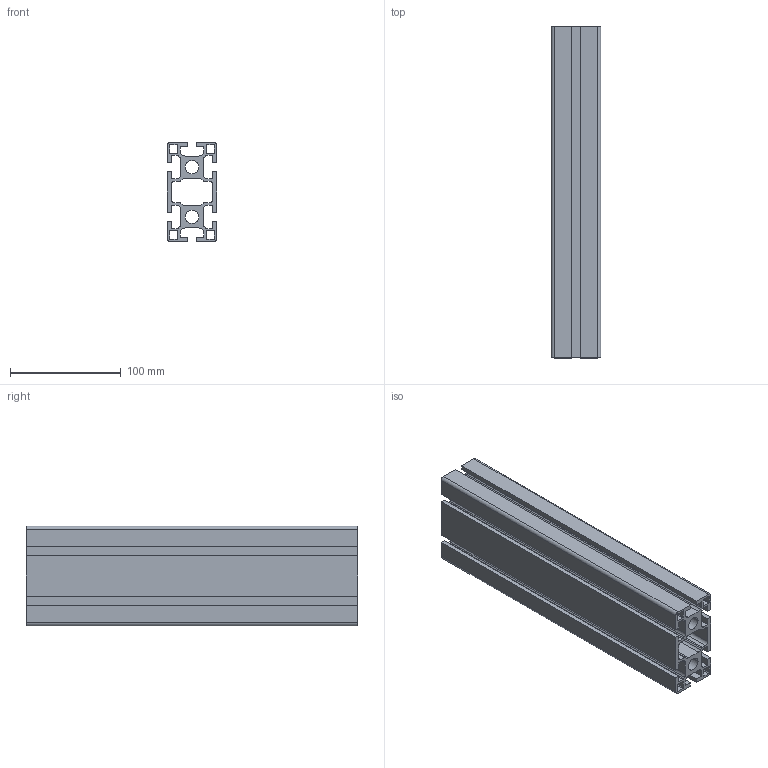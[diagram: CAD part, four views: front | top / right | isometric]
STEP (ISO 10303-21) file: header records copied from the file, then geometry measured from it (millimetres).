
FILE_DESCRIPTION (( 'STEP AP214' ), '1' );
FILE_NAME ('1728141179959.step', '2024-10-05T15:13:23', ( 'Windows User' ), ( '' ), 'SwSTEP 2.0', 'SolidWorks 2011', '' );
FILE_SCHEMA (( 'AUTOMOTIVE_DESIGN' ));
Length unit declared in the file: millimetre
Products named in the file (2): 1728141179959; 1.11.045090.64Sx300.00(1)
Assembly tree (1 placements, depth 2):
  1728141179959
    1.11.045090.64Sx300.00(1)
Bounding box: 45 x 300 x 90 mm (x, y, z)
Volume: 464545.9 mm3; surface area: 258612.9 mm2
Topology: 1 solids, 1 shells, 160 faces, 474 edges, 316 vertices
Faces by surface type: plane 94, cylinder 66
Entity records: 5464 total; most frequent: CARTESIAN_POINT 954, ORIENTED_EDGE 948, DIRECTION 934, EDGE_CURVE 474, LINE 342, VECTOR 342, VERTEX_POINT 316, AXIS2_PLACEMENT_3D 296
